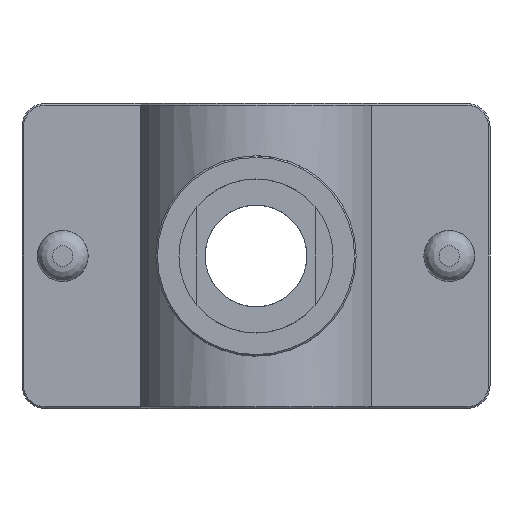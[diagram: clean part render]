
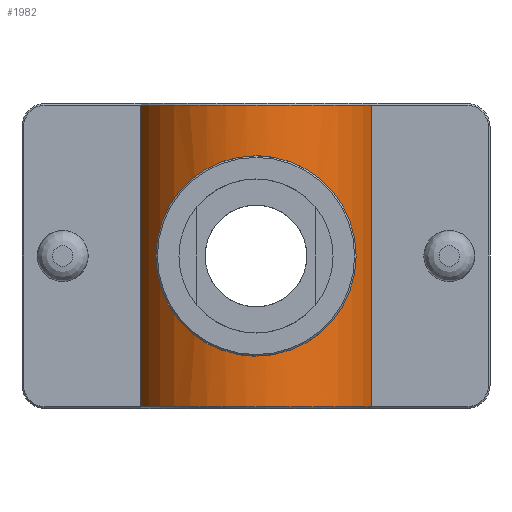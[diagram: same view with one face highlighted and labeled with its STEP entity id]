
A CAD part, front view. The second image highlights one B-rep face of the part: STEP entity #1982.
In plain terms, the highlighted cylindrical face has radius 24 mm (diameter 48 mm), a partial arc.
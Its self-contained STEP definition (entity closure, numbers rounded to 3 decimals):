
#62=LINE('',#2920,#218);
#63=LINE('',#2921,#219);
#158=LINE('',#3413,#314);
#159=LINE('',#3415,#315);
#218=VECTOR('',#2266,19.431);
#219=VECTOR('',#2267,19.431);
#314=VECTOR('',#2588,59.36);
#315=VECTOR('',#2591,59.36);
#458=FACE_BOUND('',#783,.T.);
#528=CIRCLE('',#2142,24.);
#529=CIRCLE('',#2145,24.);
#639=FACE_OUTER_BOUND('',#782,.T.);
#782=EDGE_LOOP('',(#1622,#1623,#1624,#1625));
#783=EDGE_LOOP('',(#1626,#1627,#1628,#1629));
#864=B_SPLINE_CURVE_WITH_KNOTS('',3,(#2878,#2879,#2880,#2881,#2882,#2883,
#2884,#2885,#2886,#2887,#2888,#2889,#2890,#2891,#2892,#2893,#2894,#2895),
 .UNSPECIFIED.,.F.,.F.,(4,2,2,2,2,2,2,2,4),(1.046,1.187,
1.776,2.07,2.364,2.658,2.953,
3.541,3.682),.UNSPECIFIED.);
#865=B_SPLINE_CURVE_WITH_KNOTS('',3,(#2900,#2901,#2902,#2903,#2904,#2905,
#2906,#2907,#2908,#2909,#2910,#2911,#2912,#2913,#2914,#2915,#2916,#2917),
 .UNSPECIFIED.,.F.,.F.,(4,2,2,2,2,2,2,2,4),(5.775,5.915,
6.504,6.798,7.092,7.387,7.681,
8.27,8.41),.UNSPECIFIED.);
#883=VERTEX_POINT('',#2876);
#884=VERTEX_POINT('',#2877);
#885=VERTEX_POINT('',#2898);
#886=VERTEX_POINT('',#2899);
#981=VERTEX_POINT('',#3353);
#982=VERTEX_POINT('',#3358);
#983=VERTEX_POINT('',#3365);
#985=VERTEX_POINT('',#3374);
#1063=EDGE_CURVE('',#883,#884,#864,.T.);
#1065=EDGE_CURVE('',#885,#886,#865,.T.);
#1067=EDGE_CURVE('',#884,#885,#62,.T.);
#1068=EDGE_CURVE('',#886,#883,#63,.T.);
#1204=EDGE_CURVE('',#981,#982,#528,.T.);
#1210=EDGE_CURVE('',#985,#983,#529,.T.);
#1227=EDGE_CURVE('',#981,#983,#158,.T.);
#1228=EDGE_CURVE('',#982,#985,#159,.T.);
#1622=ORIENTED_EDGE('',*,*,#1204,.F.);
#1623=ORIENTED_EDGE('',*,*,#1227,.T.);
#1624=ORIENTED_EDGE('',*,*,#1210,.F.);
#1625=ORIENTED_EDGE('',*,*,#1228,.F.);
#1626=ORIENTED_EDGE('',*,*,#1063,.T.);
#1627=ORIENTED_EDGE('',*,*,#1067,.T.);
#1628=ORIENTED_EDGE('',*,*,#1065,.T.);
#1629=ORIENTED_EDGE('',*,*,#1068,.T.);
#1897=CYLINDRICAL_SURFACE('',#2160,24.);
#1982=ADVANCED_FACE('',(#639,#458),#1897,.T.);
#2142=AXIS2_PLACEMENT_3D('',#3359,#2538,#2539);
#2145=AXIS2_PLACEMENT_3D('',#3379,#2546,#2547);
#2160=AXIS2_PLACEMENT_3D('',#3414,#2589,#2590);
#2266=DIRECTION('',(0.,0.,-1.));
#2267=DIRECTION('',(0.,0.,1.));
#2538=DIRECTION('center_axis',(0.,0.,-1.));
#2539=DIRECTION('ref_axis',(1.,0.,0.));
#2546=DIRECTION('center_axis',(0.,0.,1.));
#2547=DIRECTION('ref_axis',(1.,0.,0.));
#2588=DIRECTION('',(0.,0.,1.));
#2589=DIRECTION('center_axis',(0.,0.,1.));
#2590=DIRECTION('ref_axis',(1.,0.,0.));
#2591=DIRECTION('',(0.,0.,1.));
#2876=CARTESIAN_POINT('',(-11.619,-21.,9.715));
#2877=CARTESIAN_POINT('',(11.619,-21.,9.715));
#2878=CARTESIAN_POINT('Ctrl Pts',(-11.619,-21.,9.715));
#2879=CARTESIAN_POINT('Ctrl Pts',(-11.327,-21.162,10.065));
#2880=CARTESIAN_POINT('Ctrl Pts',(-11.023,-21.322,10.396));
#2881=CARTESIAN_POINT('Ctrl Pts',(-9.401,-22.13,12.018));
#2882=CARTESIAN_POINT('Ctrl Pts',(-7.735,-22.8,13.176));
#2883=CARTESIAN_POINT('Ctrl Pts',(-4.947,-23.504,14.35));
#2884=CARTESIAN_POINT('Ctrl Pts',(-3.97,-23.691,14.651));
#2885=CARTESIAN_POINT('Ctrl Pts',(-1.987,-23.938,15.049));
#2886=CARTESIAN_POINT('Ctrl Pts',(-0.981,-24.,15.146));
#2887=CARTESIAN_POINT('Ctrl Pts',(0.981,-24.,15.146));
#2888=CARTESIAN_POINT('Ctrl Pts',(1.987,-23.938,15.049));
#2889=CARTESIAN_POINT('Ctrl Pts',(3.97,-23.691,14.651));
#2890=CARTESIAN_POINT('Ctrl Pts',(4.947,-23.504,14.35));
#2891=CARTESIAN_POINT('Ctrl Pts',(7.735,-22.8,13.176));
#2892=CARTESIAN_POINT('Ctrl Pts',(9.401,-22.13,12.018));
#2893=CARTESIAN_POINT('Ctrl Pts',(11.023,-21.322,10.396));
#2894=CARTESIAN_POINT('Ctrl Pts',(11.327,-21.162,10.065));
#2895=CARTESIAN_POINT('Ctrl Pts',(11.619,-21.,9.715));
#2898=CARTESIAN_POINT('',(11.619,-21.,-9.715));
#2899=CARTESIAN_POINT('',(-11.619,-21.,-9.715));
#2900=CARTESIAN_POINT('Ctrl Pts',(11.619,-21.,-9.715));
#2901=CARTESIAN_POINT('Ctrl Pts',(11.327,-21.162,-10.065));
#2902=CARTESIAN_POINT('Ctrl Pts',(11.023,-21.322,-10.396));
#2903=CARTESIAN_POINT('Ctrl Pts',(9.401,-22.13,-12.018));
#2904=CARTESIAN_POINT('Ctrl Pts',(7.735,-22.8,-13.176));
#2905=CARTESIAN_POINT('Ctrl Pts',(4.947,-23.504,-14.35));
#2906=CARTESIAN_POINT('Ctrl Pts',(3.97,-23.691,-14.651));
#2907=CARTESIAN_POINT('Ctrl Pts',(1.987,-23.938,-15.049));
#2908=CARTESIAN_POINT('Ctrl Pts',(0.981,-24.,-15.146));
#2909=CARTESIAN_POINT('Ctrl Pts',(-0.981,-24.,-15.146));
#2910=CARTESIAN_POINT('Ctrl Pts',(-1.987,-23.938,-15.049));
#2911=CARTESIAN_POINT('Ctrl Pts',(-3.97,-23.691,-14.651));
#2912=CARTESIAN_POINT('Ctrl Pts',(-4.947,-23.504,-14.35));
#2913=CARTESIAN_POINT('Ctrl Pts',(-7.735,-22.8,-13.176));
#2914=CARTESIAN_POINT('Ctrl Pts',(-9.401,-22.13,-12.018));
#2915=CARTESIAN_POINT('Ctrl Pts',(-11.023,-21.322,-10.396));
#2916=CARTESIAN_POINT('Ctrl Pts',(-11.327,-21.162,-10.065));
#2917=CARTESIAN_POINT('Ctrl Pts',(-11.619,-21.,-9.715));
#2920=CARTESIAN_POINT('',(11.619,-21.,0.));
#2921=CARTESIAN_POINT('',(-11.619,-21.,0.));
#3353=CARTESIAN_POINT('',(22.627,-8.,-29.68));
#3358=CARTESIAN_POINT('',(-22.627,-8.,-29.68));
#3359=CARTESIAN_POINT('Origin',(0.,0.,-29.68));
#3365=CARTESIAN_POINT('',(22.627,-8.,29.68));
#3374=CARTESIAN_POINT('',(-22.627,-8.,29.68));
#3379=CARTESIAN_POINT('Origin',(0.,0.,29.68));
#3413=CARTESIAN_POINT('',(22.627,-8.,0.));
#3414=CARTESIAN_POINT('Origin',(0.,0.,0.));
#3415=CARTESIAN_POINT('',(-22.627,-8.,0.));
